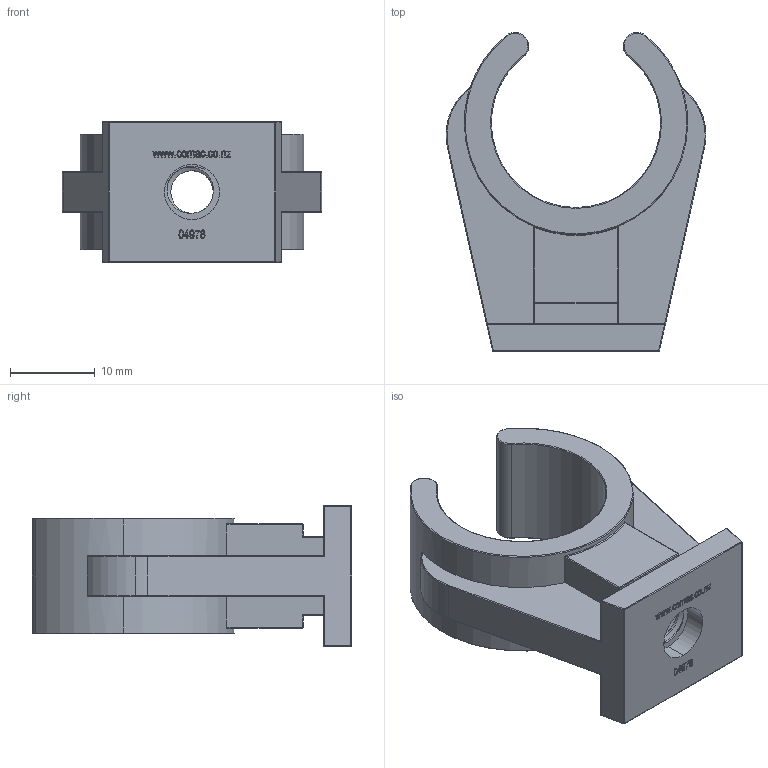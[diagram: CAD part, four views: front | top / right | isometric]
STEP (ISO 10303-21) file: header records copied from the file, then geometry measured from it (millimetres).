
FILE_DESCRIPTION (( 'STEP AP214' ), '1' );
FILE_NAME ('04978-Tube Clamp Single Fixing White Nylon 20mm to 22mm.STEP', '2018-11-14T20:41:28', ( '' ), ( '' ), 'SwSTEP 2.0', 'SolidWorks 2018', '' );
FILE_SCHEMA (( 'AUTOMOTIVE_DESIGN' ));
Length unit declared in the file: millimetre
Products named in the file (1): 04978-Tube Clamp Single Fixing White Nylon 20mm to 22mm
Bounding box: 30.7 x 37.7 x 16.6 mm (x, y, z)
Volume: 5523.3 mm3; surface area: 4321 mm2
Topology: 2 solids, 2 shells, 405 faces, 1059 edges, 675 vertices
Faces by surface type: plane 182, bspline 113, cylinder 68, torus 28, sphere 14
Entity records: 19884 total; most frequent: CARTESIAN_POINT 10707, ORIENTED_EDGE 2094, DIRECTION 1540, EDGE_CURVE 1047, VERTEX_POINT 675, VECTOR 612, LINE 612, AXIS2_PLACEMENT_3D 464
